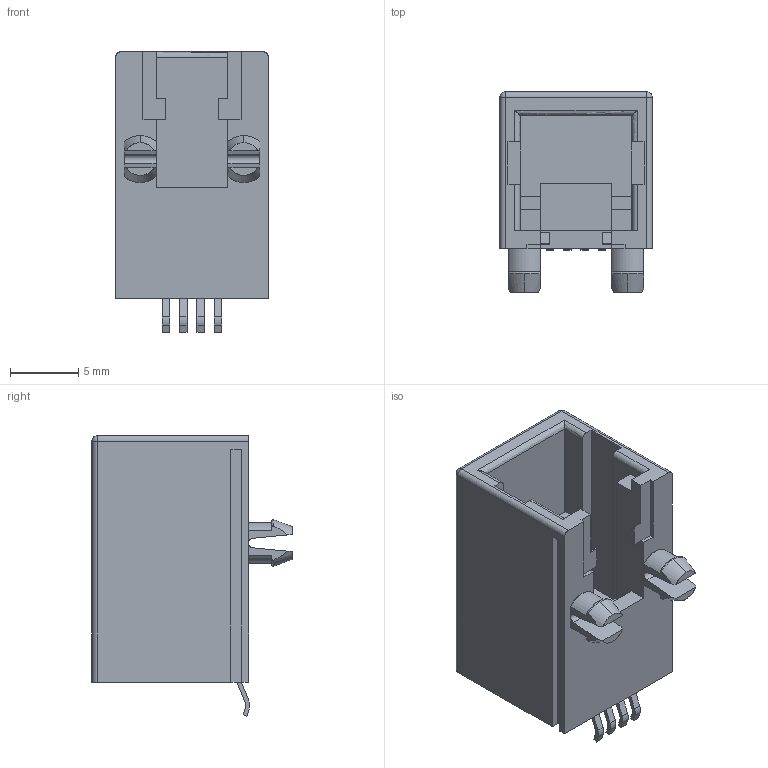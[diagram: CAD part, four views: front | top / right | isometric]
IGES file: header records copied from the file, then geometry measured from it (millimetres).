
Start section: SolidWorks IGES file using analytic representation for surfaces
Global section: file name: GMX-SMT2-N-44_rA6.IGS; native system: SolidWorks 2014; preprocessor: SolidWorks 2014; author: Daniel; date: 140926.113256; units: millimetre
Bounding box: 11.2 x 14.7 x 20.6 mm (x, y, z)
Surface area: 1695.9 mm2 (no closed solid volume)
Topology: 0 solids, 0 shells, 150 faces, 1076 edges, 1074 vertices
Faces by surface type: bspline 116, revolution 34
